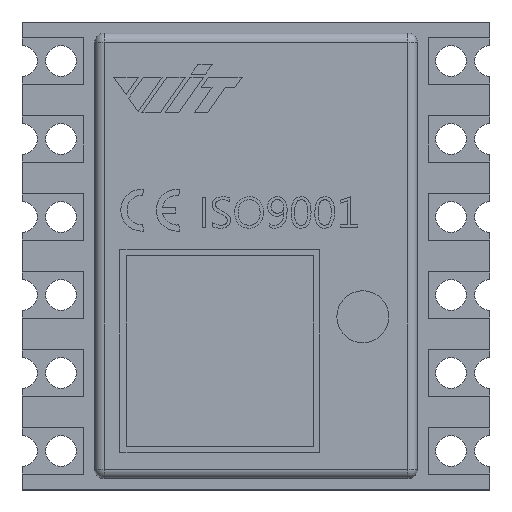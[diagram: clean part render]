
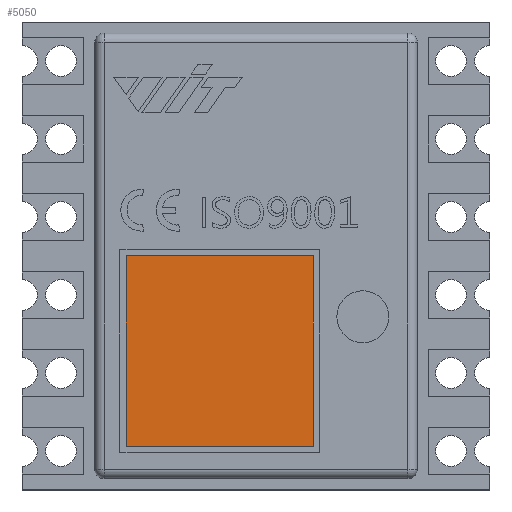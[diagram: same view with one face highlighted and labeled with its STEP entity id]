
A CAD part, top view. The second image highlights one B-rep face of the part: STEP entity #5050.
In plain terms, the highlighted planar face has unit normal (0, 0, 1).
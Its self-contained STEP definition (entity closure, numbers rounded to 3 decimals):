
#745 = DIRECTION ( 'NONE',  ( 0., 0., 1. ) ) ;
#885 = CARTESIAN_POINT ( 'NONE',  ( 1.869, -6.2, 2.7 ) ) ;
#1001 = VERTEX_POINT ( 'NONE', #2219 ) ;
#1255 = DIRECTION ( 'NONE',  ( 0., 1., 0. ) ) ;
#1325 = CARTESIAN_POINT ( 'NONE',  ( -4.23, 0., 2.7 ) ) ;
#1479 = VERTEX_POINT ( 'NONE', #885 ) ;
#1579 = DIRECTION ( 'NONE',  ( 1., 0., 0. ) ) ;
#1659 = DIRECTION ( 'NONE',  ( 0., -1., 0. ) ) ;
#1984 = ORIENTED_EDGE ( 'NONE', *, *, #10079, .T. ) ;
#2219 = CARTESIAN_POINT ( 'NONE',  ( -4.23, 0., 2.7 ) ) ;
#2695 = CARTESIAN_POINT ( 'NONE',  ( -4.23, -6.2, 2.7 ) ) ;
#4856 = AXIS2_PLACEMENT_3D ( 'NONE', #10836, #745, #5258 ) ;
#4970 = ORIENTED_EDGE ( 'NONE', *, *, #9270, .T. ) ;
#5033 = VECTOR ( 'NONE', #13703, 1000. ) ;
#5050 = ADVANCED_FACE ( 'NONE', ( #8620 ), #9878, .T. ) ;
#5258 = DIRECTION ( 'NONE',  ( 1., 0., 0. ) ) ;
#5829 = ORIENTED_EDGE ( 'NONE', *, *, #12777, .T. ) ;
#5987 = VERTEX_POINT ( 'NONE', #13271 ) ;
#6126 = VERTEX_POINT ( 'NONE', #10468 ) ;
#7054 = EDGE_CURVE ( 'NONE', #1001, #5987, #7273, .T. ) ;
#7273 = LINE ( 'NONE', #2695, #10054 ) ;
#8046 = EDGE_LOOP ( 'NONE', ( #5829, #1984, #4970, #9350 ) ) ;
#8620 = FACE_OUTER_BOUND ( 'NONE', #8046, .T. ) ;
#8929 = CARTESIAN_POINT ( 'NONE',  ( 1.869, 0., 2.7 ) ) ;
#9083 = VECTOR ( 'NONE', #1579, 1000. ) ;
#9270 = EDGE_CURVE ( 'NONE', #6126, #1001, #12451, .T. ) ;
#9350 = ORIENTED_EDGE ( 'NONE', *, *, #7054, .T. ) ;
#9878 = PLANE ( 'NONE',  #4856 ) ;
#10054 = VECTOR ( 'NONE', #1659, 1000. ) ;
#10079 = EDGE_CURVE ( 'NONE', #1479, #6126, #11206, .T. ) ;
#10468 = CARTESIAN_POINT ( 'NONE',  ( 1.869, 0., 2.7 ) ) ;
#10793 = CARTESIAN_POINT ( 'NONE',  ( 1.869, -6.2, 2.7 ) ) ;
#10836 = CARTESIAN_POINT ( 'NONE',  ( 0., 0., 2.7 ) ) ;
#11206 = LINE ( 'NONE', #8929, #13979 ) ;
#11671 = LINE ( 'NONE', #10793, #9083 ) ;
#12451 = LINE ( 'NONE', #1325, #5033 ) ;
#12777 = EDGE_CURVE ( 'NONE', #5987, #1479, #11671, .T. ) ;
#13271 = CARTESIAN_POINT ( 'NONE',  ( -4.23, -6.2, 2.7 ) ) ;
#13703 = DIRECTION ( 'NONE',  ( -1., 0., 0. ) ) ;
#13979 = VECTOR ( 'NONE', #1255, 1000. ) ;
